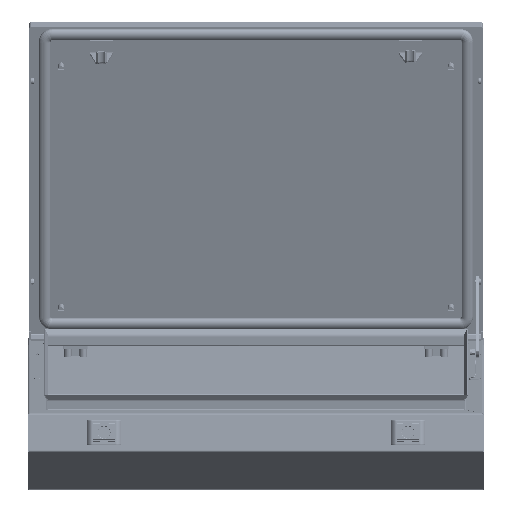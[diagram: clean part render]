
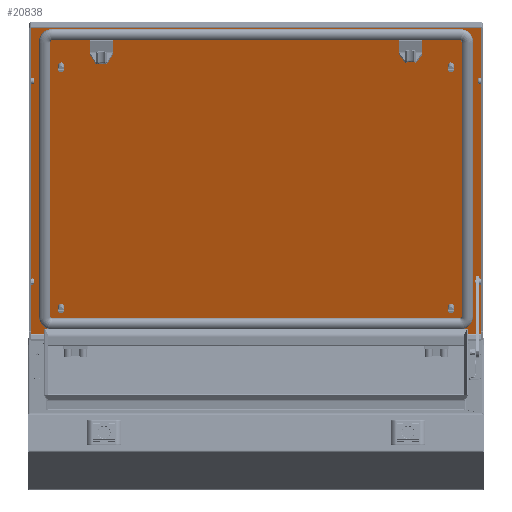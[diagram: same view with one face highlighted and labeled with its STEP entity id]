
A CAD part, front view. The second image highlights one B-rep face of the part: STEP entity #20838.
In plain terms, the highlighted face is planar.
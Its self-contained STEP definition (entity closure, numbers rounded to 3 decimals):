
#4268 = EDGE_CURVE ( 'NONE', #26901, #119495, #38534, .T. ) ;
#4779 = EDGE_CURVE ( 'NONE', #119479, #26901, #95687, .T. ) ;
#4783 = EDGE_CURVE ( 'NONE', #119495, #119623, #95694, .T. ) ;
#4926 = EDGE_CURVE ( 'NONE', #119623, #119479, #95916, .T. ) ;
#11108 = CARTESIAN_POINT ( 'NONE',  ( 218.5, -295.5, 2. ) ) ;
#11124 = CARTESIAN_POINT ( 'NONE',  ( -218.5, 295.5, 2. ) ) ;
#11252 = CARTESIAN_POINT ( 'NONE',  ( 218.5, 295.5, 2. ) ) ;
#12111 = CARTESIAN_POINT ( 'NONE',  ( 218.5, 295.5, 2. ) ) ;
#12116 = DIRECTION ( 'NONE',  ( 0., -1., 0. ) ) ;
#15960 = CARTESIAN_POINT ( 'NONE',  ( -218.5, -295.5, 2. ) ) ;
#15987 = DIRECTION ( 'NONE',  ( 0., 1., 0. ) ) ;
#20838 = ADVANCED_FACE ( 'NONE', ( #162183 ), #112551, .T. ) ;
#26901 = VERTEX_POINT ( 'NONE', #52788 ) ;
#38534 = LINE ( 'NONE', #15960, #38547 ) ;
#38547 = VECTOR ( 'NONE', #15987, 1000. ) ;
#52788 = CARTESIAN_POINT ( 'NONE',  ( -218.5, -295.5, 2. ) ) ;
#60475 = CARTESIAN_POINT ( 'NONE',  ( 219.5, -295.5, 2. ) ) ;
#60484 = DIRECTION ( 'NONE',  ( -1., 0., 0. ) ) ;
#60503 = CARTESIAN_POINT ( 'NONE',  ( -219.5, 295.5, 2. ) ) ;
#60507 = DIRECTION ( 'NONE',  ( 1., 0., 0. ) ) ;
#75446 = AXIS2_PLACEMENT_3D ( 'NONE', #112535, #112555, #112557 ) ;
#95687 = LINE ( 'NONE', #60475, #95690 ) ;
#95690 = VECTOR ( 'NONE', #60484, 1000. ) ;
#95694 = LINE ( 'NONE', #60503, #95697 ) ;
#95697 = VECTOR ( 'NONE', #60507, 1000. ) ;
#95916 = LINE ( 'NONE', #12111, #95919 ) ;
#95919 = VECTOR ( 'NONE', #12116, 1000. ) ;
#103994 = ORIENTED_EDGE ( 'NONE', *, *, #4926, .F. ) ;
#112535 = CARTESIAN_POINT ( 'NONE',  ( -219.5, -296.5, 2. ) ) ;
#112551 = PLANE ( 'NONE',  #75446 ) ;
#112555 = DIRECTION ( 'NONE',  ( 0., 0., 1. ) ) ;
#112557 = DIRECTION ( 'NONE',  ( 1., 0., 0. ) ) ;
#119479 = VERTEX_POINT ( 'NONE', #11108 ) ;
#119495 = VERTEX_POINT ( 'NONE', #11124 ) ;
#119623 = VERTEX_POINT ( 'NONE', #11252 ) ;
#147054 = ORIENTED_EDGE ( 'NONE', *, *, #4783, .F. ) ;
#147058 = ORIENTED_EDGE ( 'NONE', *, *, #4268, .F. ) ;
#147107 = ORIENTED_EDGE ( 'NONE', *, *, #4779, .F. ) ;
#148493 = EDGE_LOOP ( 'NONE', ( #147107, #103994, #147054, #147058 ) ) ;
#162183 = FACE_OUTER_BOUND ( 'NONE', #148493, .T. ) ;
